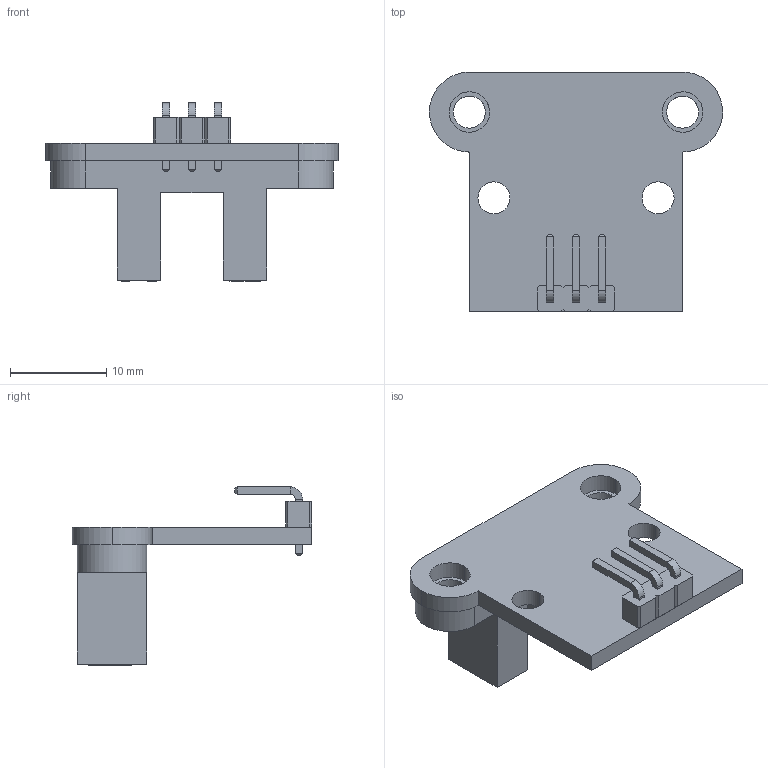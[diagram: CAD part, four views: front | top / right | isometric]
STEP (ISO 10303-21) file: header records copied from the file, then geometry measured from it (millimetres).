
FILE_DESCRIPTION(('FreeCAD Model'),'2;1');
FILE_NAME('Open CASCADE Shape Model','2025-04-25T21:32:52',('FreeCAD'),( 'FreeCAD'),'Open CASCADE STEP processor 7.6','FreeCAD','Unknown');
FILE_SCHEMA(('AUTOMOTIVE_DESIGN { 1 0 10303 214 1 1 1 1 }'));
Length unit declared in the file: millimetre
Products named in the file (1): Open CASCADE STEP translator 7.6 1
Bounding box: 30.45 x 24.92 x 18.53 mm (x, y, z)
Volume: 2261.6 mm3; surface area: 2724.7 mm2
Topology: 6 solids, 6 shells, 266 faces, 681 edges, 438 vertices
Faces by surface type: bspline 266
Entity records: 9220 total; most frequent: CARTESIAN_POINT 4969, ORIENTED_EDGE 1362, EDGE_CURVE 681, B_SPLINE_CURVE_WITH_KNOTS 633, VERTEX_POINT 438, FACE_BOUND 301, EDGE_LOOP 301, ADVANCED_FACE 266
